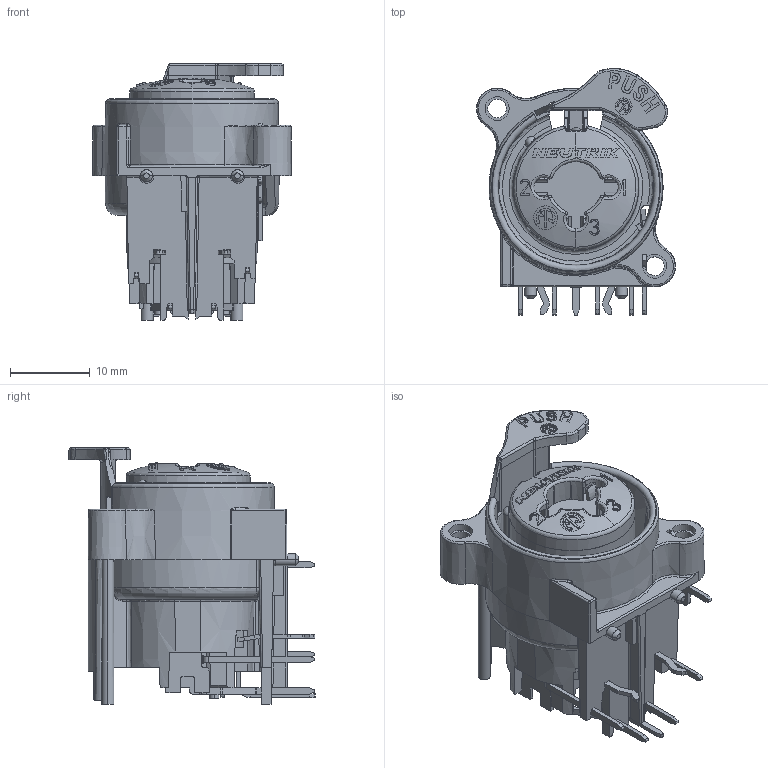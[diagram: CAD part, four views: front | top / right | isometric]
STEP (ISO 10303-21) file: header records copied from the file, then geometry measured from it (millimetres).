
FILE_DESCRIPTION((''),'2;1');
FILE_NAME('NCJ6FA-H-AE','2024-03-13T12:05:24',('phk'),(''),'CREO PARAMETRIC BY PTC INC, 2021184','CREO PARAMETRIC BY PTC INC, 2021184','');
FILE_SCHEMA(('AP242_MANAGED_MODEL_BASED_3D_ENGINEERING_MIM_LF { 1 0 10303 442 1 1 4 }'));
Length unit declared in the file: millimetre
Products named in the file (1): NCJ6FA-H-AE
Bounding box: 25 x 31 x 32.2 mm (x, y, z)
Volume: 7008.6 mm3; surface area: 7119.4 mm2
Topology: 1 solids, 4 shells, 1693 faces, 4669 edges, 2977 vertices
Faces by surface type: plane 951, cylinder 385, bspline 144, cone 62, extrusion 57, torus 52, sphere 42
Entity records: 65556 total; most frequent: CARTESIAN_POINT 19491, ORIENTED_EDGE 9336, DIRECTION 7902, EDGE_CURVE 4668, VERTEX_POINT 2977, VECTOR 2670, AXIS2_PLACEMENT_3D 2616, LINE 2613
